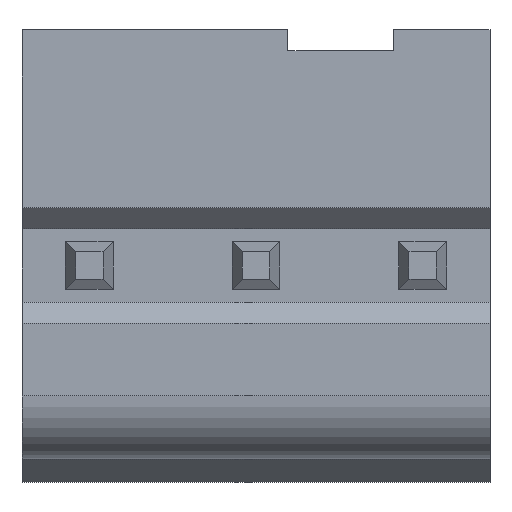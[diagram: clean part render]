
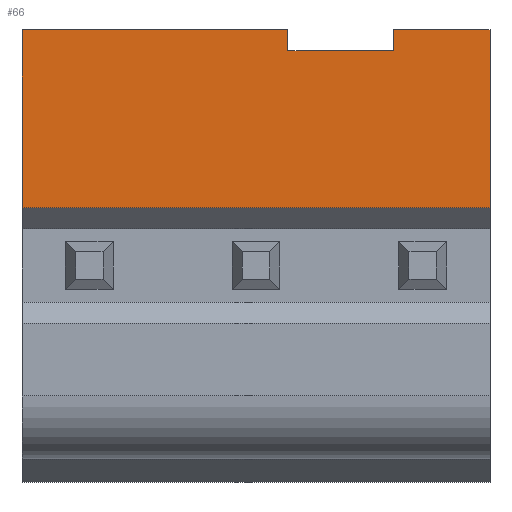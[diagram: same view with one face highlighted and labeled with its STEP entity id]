
A CAD part, front view. The second image highlights one B-rep face of the part: STEP entity #66.
In plain terms, the highlighted planar face has unit normal (0, -1, 0).
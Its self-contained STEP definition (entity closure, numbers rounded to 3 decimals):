
#66=ADVANCED_FACE('',(#166),#167,.T.);
#166=FACE_OUTER_BOUND('',#344,.T.);
#167=PLANE('',#345);
#344=EDGE_LOOP('',(#585,#586,#587,#588,#589,#590,#591,#592));
#345=AXIS2_PLACEMENT_3D('',#593,#594,#595);
#585=ORIENTED_EDGE('',*,*,#1212,.T.);
#586=ORIENTED_EDGE('',*,*,#1213,.F.);
#587=ORIENTED_EDGE('',*,*,#1214,.F.);
#588=ORIENTED_EDGE('',*,*,#1172,.T.);
#589=ORIENTED_EDGE('',*,*,#1209,.T.);
#590=ORIENTED_EDGE('',*,*,#1215,.F.);
#591=ORIENTED_EDGE('',*,*,#1216,.F.);
#592=ORIENTED_EDGE('',*,*,#1217,.T.);
#593=CARTESIAN_POINT('',(-5.56,0.0,10.2));
#594=DIRECTION('',(0.0,-1.0,0.0));
#595=DIRECTION('',(0.0,0.0,-1.0));
#1172=EDGE_CURVE('',#1402,#1400,#1403,.T.);
#1209=EDGE_CURVE('',#1400,#1469,#1471,.T.);
#1212=EDGE_CURVE('',#1475,#1476,#1477,.T.);
#1213=EDGE_CURVE('',#1478,#1476,#1479,.T.);
#1214=EDGE_CURVE('',#1402,#1478,#1480,.T.);
#1215=EDGE_CURVE('',#1481,#1469,#1482,.T.);
#1216=EDGE_CURVE('',#1483,#1481,#1484,.T.);
#1217=EDGE_CURVE('',#1483,#1475,#1485,.T.);
#1400=VERTEX_POINT('',#1732);
#1402=VERTEX_POINT('',#1735);
#1403=LINE('',#1736,#1737);
#1469=VERTEX_POINT('',#1832);
#1471=LINE('',#1835,#1836);
#1475=VERTEX_POINT('',#1842);
#1476=VERTEX_POINT('',#1843);
#1477=LINE('',#1844,#1845);
#1478=VERTEX_POINT('',#1846);
#1479=LINE('',#1847,#1848);
#1480=LINE('',#1849,#1850);
#1481=VERTEX_POINT('',#1851);
#1482=LINE('',#1852,#1853);
#1483=VERTEX_POINT('',#1854);
#1484=LINE('',#1855,#1856);
#1485=LINE('',#1857,#1858);
#1732=CARTESIAN_POINT('',(-5.56,0.0,5.975));
#1735=CARTESIAN_POINT('',(-5.56,0.0,10.2));
#1736=CARTESIAN_POINT('',(-5.56,0.0,10.2));
#1737=VECTOR('',#2238,4.225);
#1832=CARTESIAN_POINT('',(5.56,0.0,5.975));
#1835=CARTESIAN_POINT('',(-5.56,0.0,5.975));
#1836=VECTOR('',#2287,11.12);
#1842=CARTESIAN_POINT('',(3.26,0.0,9.7));
#1843=CARTESIAN_POINT('',(0.76,0.0,9.7));
#1844=CARTESIAN_POINT('',(3.26,0.0,9.7));
#1845=VECTOR('',#2290,2.5);
#1846=CARTESIAN_POINT('',(0.76,0.0,10.2));
#1847=CARTESIAN_POINT('',(0.76,0.0,10.2));
#1848=VECTOR('',#2291,0.5);
#1849=CARTESIAN_POINT('',(-5.56,0.0,10.2));
#1850=VECTOR('',#2292,6.32);
#1851=CARTESIAN_POINT('',(5.56,0.0,10.2));
#1852=CARTESIAN_POINT('',(5.56,0.0,10.2));
#1853=VECTOR('',#2293,4.225);
#1854=CARTESIAN_POINT('',(3.26,0.0,10.2));
#1855=CARTESIAN_POINT('',(3.26,0.0,10.2));
#1856=VECTOR('',#2294,2.3);
#1857=CARTESIAN_POINT('',(3.26,0.0,10.2));
#1858=VECTOR('',#2295,0.5);
#2238=DIRECTION('',(0.0,0.0,-1.0));
#2287=DIRECTION('',(1.0,0.0,0.0));
#2290=DIRECTION('',(-1.0,0.0,0.0));
#2291=DIRECTION('',(0.0,0.0,-1.0));
#2292=DIRECTION('',(1.0,0.0,0.0));
#2293=DIRECTION('',(0.0,0.0,-1.0));
#2294=DIRECTION('',(1.0,0.0,0.0));
#2295=DIRECTION('',(0.0,0.0,-1.0));
